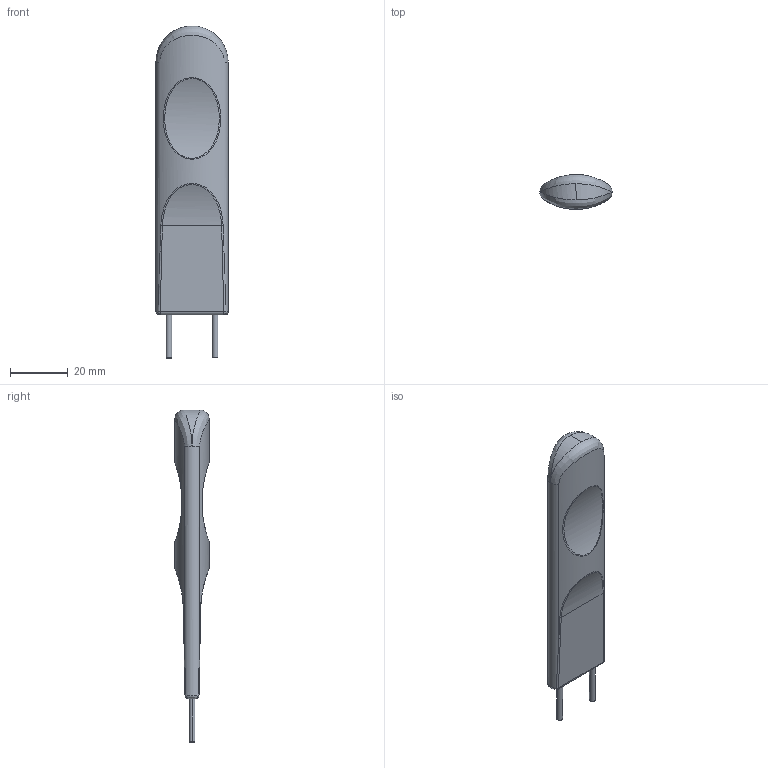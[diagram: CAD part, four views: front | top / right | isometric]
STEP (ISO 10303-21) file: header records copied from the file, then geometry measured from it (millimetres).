
FILE_DESCRIPTION (( 'STEP AP214' ), '1' );
FILE_NAME ('7228305', '2019-01-30T08:58:09', ( '' ), ('JUGARD+KÜNSTNER GmbH'), 'SwSTEP 2.0', 'SolidWorks 2017', '' );
FILE_SCHEMA (( 'AUTOMOTIVE_DESIGN' ));
Length unit declared in the file: millimetre
Products named in the file (1): 7228305
Bounding box: 25 x 12.02 x 115 mm (x, y, z)
Volume: 17637.3 mm3; surface area: 6140.6 mm2
Topology: 1 solids, 1 shells, 50 faces, 106 edges, 62 vertices
Faces by surface type: bspline 23, cylinder 18, plane 5, cone 4
Entity records: 4164 total; most frequent: CARTESIAN_POINT 3166, ORIENTED_EDGE 212, DIRECTION 161, EDGE_CURVE 106, AXIS2_PLACEMENT_3D 70, VERTEX_POINT 62, EDGE_LOOP 54, FACE_OUTER_BOUND 50
